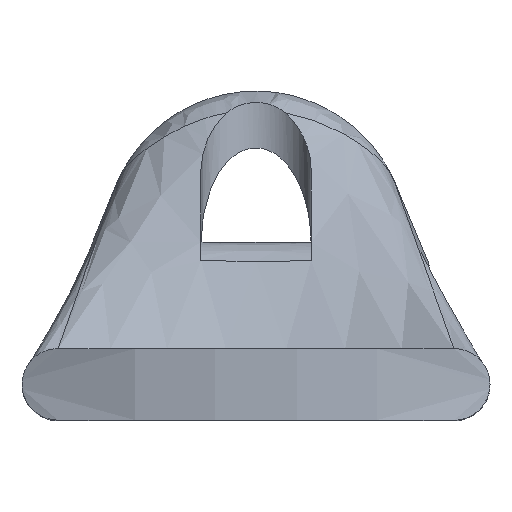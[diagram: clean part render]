
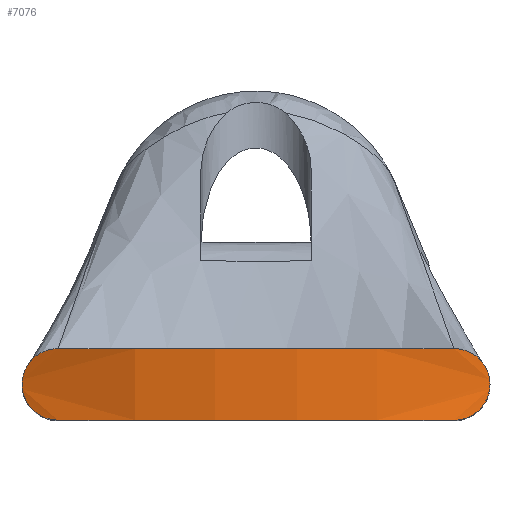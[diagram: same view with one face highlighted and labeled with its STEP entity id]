
A CAD part, top view. The second image highlights one B-rep face of the part: STEP entity #7076.
In plain terms, the highlighted cylindrical face has radius 20 mm (diameter 40 mm), a partial arc.
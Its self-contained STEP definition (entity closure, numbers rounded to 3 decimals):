
#4545=CARTESIAN_POINT('',(-7.2,-3.9,35.659));
#4546=VERTEX_POINT('',#4545);
#4555=CARTESIAN_POINT('',(7.2,-3.9,35.659));
#4556=VERTEX_POINT('',#4555);
#4557=CARTESIAN_POINT('',(0.,-3.9,17.0));
#4558=DIRECTION('',(0.,1.0,0.));
#4559=DIRECTION('',(0.425,0.,-0.905));
#4560=AXIS2_PLACEMENT_3D('',#4557,#4558,#4559);
#4561=CIRCLE('',#4560,20.0);
#4562=EDGE_CURVE('',#4546,#4556,#4561,.T.);
#5972=CARTESIAN_POINT('',(7.2,-6.5,35.659));
#5973=VERTEX_POINT('',#5972);
#5980=CARTESIAN_POINT('',(-7.2,-6.5,35.659));
#5981=VERTEX_POINT('',#5980);
#5982=CARTESIAN_POINT('',(0.,-6.5,17.0));
#5983=DIRECTION('',(0.,-1.0,0.));
#5984=DIRECTION('',(0.425,0.,-0.905));
#5985=AXIS2_PLACEMENT_3D('',#5982,#5983,#5984);
#5986=CIRCLE('',#5985,20.0);
#5987=EDGE_CURVE('',#5973,#5981,#5986,.T.);
#6017=CARTESIAN_POINT('',(8.5,-5.2,35.104));
#6018=VERTEX_POINT('',#6017);
#6019=CARTESIAN_POINT('',(7.2,-3.9,35.659));
#6020=CARTESIAN_POINT('',(7.366,-3.9,35.595));
#6021=CARTESIAN_POINT('',(7.542,-3.933,35.524));
#6022=CARTESIAN_POINT('',(7.867,-4.07,35.389));
#6023=CARTESIAN_POINT('',(8.016,-4.174,35.324));
#6024=CARTESIAN_POINT('',(8.242,-4.408,35.223));
#6025=CARTESIAN_POINT('',(8.339,-4.55,35.179));
#6026=CARTESIAN_POINT('',(8.467,-4.865,35.119));
#6027=CARTESIAN_POINT('',(8.5,-5.037,35.104));
#6028=CARTESIAN_POINT('',(8.5,-5.2,35.104));
#6029=B_SPLINE_CURVE_WITH_KNOTS('',3,(#6019,#6020,#6021,#6022,#6023,#6024,#6025,#6026,#6027,#6028),.UNSPECIFIED.,.F.,.U.,(4,2,2,2,4),(0.202,0.255,0.308,0.357,0.406),.UNSPECIFIED.);
#6030=EDGE_CURVE('',#4556,#6018,#6029,.T.);
#6032=CARTESIAN_POINT('',(8.5,-5.2,35.104));
#6033=CARTESIAN_POINT('',(8.5,-5.363,35.104));
#6034=CARTESIAN_POINT('',(8.467,-5.535,35.119));
#6035=CARTESIAN_POINT('',(8.339,-5.85,35.179));
#6036=CARTESIAN_POINT('',(8.242,-5.992,35.223));
#6037=CARTESIAN_POINT('',(8.016,-6.226,35.324));
#6038=CARTESIAN_POINT('',(7.867,-6.33,35.389));
#6039=CARTESIAN_POINT('',(7.542,-6.467,35.524));
#6040=CARTESIAN_POINT('',(7.366,-6.5,35.595));
#6041=CARTESIAN_POINT('',(7.2,-6.5,35.659));
#6042=B_SPLINE_CURVE_WITH_KNOTS('',3,(#6032,#6033,#6034,#6035,#6036,#6037,#6038,#6039,#6040,#6041),.UNSPECIFIED.,.F.,.U.,(4,2,2,2,4),(0.406,0.455,0.504,0.557,0.611),.UNSPECIFIED.);
#6043=EDGE_CURVE('',#6018,#5973,#6042,.T.);
#7018=CARTESIAN_POINT('',(-8.5,-5.2,35.104));
#7019=VERTEX_POINT('',#7018);
#7020=CARTESIAN_POINT('',(-7.2,-6.5,35.659));
#7021=CARTESIAN_POINT('',(-7.366,-6.5,35.595));
#7022=CARTESIAN_POINT('',(-7.542,-6.467,35.524));
#7023=CARTESIAN_POINT('',(-7.867,-6.33,35.389));
#7024=CARTESIAN_POINT('',(-8.016,-6.226,35.324));
#7025=CARTESIAN_POINT('',(-8.242,-5.992,35.223));
#7026=CARTESIAN_POINT('',(-8.339,-5.85,35.179));
#7027=CARTESIAN_POINT('',(-8.467,-5.535,35.119));
#7028=CARTESIAN_POINT('',(-8.5,-5.363,35.104));
#7029=CARTESIAN_POINT('',(-8.5,-5.2,35.104));
#7030=B_SPLINE_CURVE_WITH_KNOTS('',3,(#7020,#7021,#7022,#7023,#7024,#7025,#7026,#7027,#7028,#7029),.UNSPECIFIED.,.F.,.U.,(4,2,2,2,4),(0.608,0.661,0.715,0.763,0.812),.UNSPECIFIED.);
#7031=EDGE_CURVE('',#5981,#7019,#7030,.T.);
#7033=CARTESIAN_POINT('',(-8.5,-5.2,35.104));
#7034=CARTESIAN_POINT('',(-8.5,-5.037,35.104));
#7035=CARTESIAN_POINT('',(-8.467,-4.865,35.119));
#7036=CARTESIAN_POINT('',(-8.339,-4.55,35.179));
#7037=CARTESIAN_POINT('',(-8.242,-4.408,35.223));
#7038=CARTESIAN_POINT('',(-8.016,-4.174,35.324));
#7039=CARTESIAN_POINT('',(-7.867,-4.07,35.389));
#7040=CARTESIAN_POINT('',(-7.542,-3.933,35.524));
#7041=CARTESIAN_POINT('',(-7.366,-3.9,35.595));
#7042=CARTESIAN_POINT('',(-7.2,-3.9,35.659));
#7043=B_SPLINE_CURVE_WITH_KNOTS('',3,(#7033,#7034,#7035,#7036,#7037,#7038,#7039,#7040,#7041,#7042),.UNSPECIFIED.,.F.,.U.,(4,2,2,2,4),(0.812,0.861,0.91,0.963,1.017),.UNSPECIFIED.);
#7044=EDGE_CURVE('',#7019,#4546,#7043,.T.);
#7063=CARTESIAN_POINT('',(0.,-3.9,17.0));
#7064=DIRECTION('',(0.,-1.0,0.0));
#7065=DIRECTION('',(0.425,0.,-0.905));
#7066=AXIS2_PLACEMENT_3D('',#7063,#7064,#7065);
#7067=CYLINDRICAL_SURFACE('',#7066,20.0);
#7068=ORIENTED_EDGE('',*,*,#6043,.F.);
#7069=ORIENTED_EDGE('',*,*,#6030,.F.);
#7070=ORIENTED_EDGE('',*,*,#4562,.F.);
#7071=ORIENTED_EDGE('',*,*,#7044,.F.);
#7072=ORIENTED_EDGE('',*,*,#7031,.F.);
#7073=ORIENTED_EDGE('',*,*,#5987,.F.);
#7074=EDGE_LOOP('',(#7068,#7069,#7070,#7071,#7072,#7073));
#7075=FACE_OUTER_BOUND('',#7074,.T.);
#7076=ADVANCED_FACE('',(#7075),#7067,.T.);
